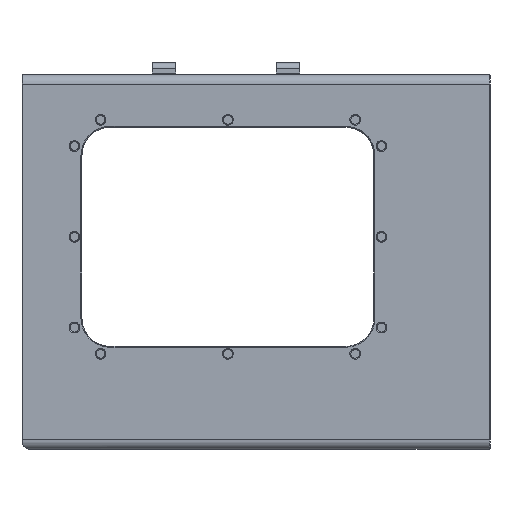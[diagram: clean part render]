
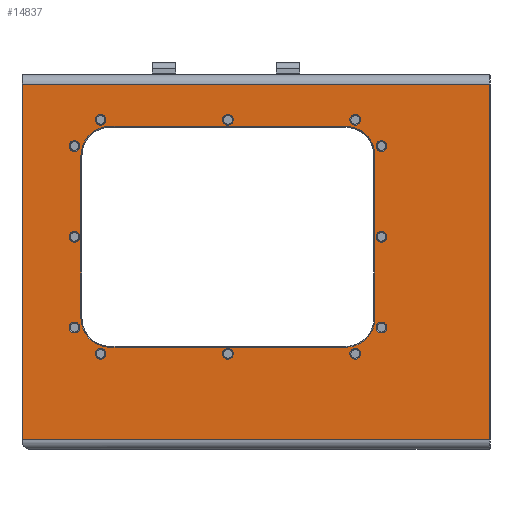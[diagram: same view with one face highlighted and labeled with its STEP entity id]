
A CAD part, left-side view. The second image highlights one B-rep face of the part: STEP entity #14837.
In plain terms, the highlighted planar face has unit normal (-1, 0, 0).
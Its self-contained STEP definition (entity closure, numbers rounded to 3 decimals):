
#297=FACE_BOUND('',#4815,.T.);
#298=FACE_BOUND('',#4816,.T.);
#299=FACE_BOUND('',#4817,.T.);
#300=FACE_BOUND('',#4818,.T.);
#301=FACE_BOUND('',#4819,.T.);
#302=FACE_BOUND('',#4820,.T.);
#303=FACE_BOUND('',#4821,.T.);
#304=FACE_BOUND('',#4822,.T.);
#305=FACE_BOUND('',#4823,.T.);
#306=FACE_BOUND('',#4824,.T.);
#307=FACE_BOUND('',#4825,.T.);
#308=FACE_BOUND('',#4826,.T.);
#309=FACE_BOUND('',#4827,.T.);
#1689=LINE('',#29196,#2688);
#1690=LINE('',#29198,#2689);
#1691=LINE('',#29200,#2690);
#1700=LINE('',#29233,#2699);
#1703=LINE('',#29241,#2702);
#1706=LINE('',#29249,#2705);
#1709=LINE('',#29256,#2708);
#1716=LINE('',#29282,#2715);
#2688=VECTOR('',#20453,10.);
#2689=VECTOR('',#20456,10.);
#2690=VECTOR('',#20459,10.);
#2699=VECTOR('',#20498,10.);
#2702=VECTOR('',#20507,10.);
#2705=VECTOR('',#20516,10.);
#2708=VECTOR('',#20525,10.);
#2715=VECTOR('',#20558,10.);
#3836=FACE_OUTER_BOUND('',#4814,.T.);
#4814=EDGE_LOOP('',(#12814,#12815,#12816,#12817));
#4815=EDGE_LOOP('',(#12818));
#4816=EDGE_LOOP('',(#12819));
#4817=EDGE_LOOP('',(#12820));
#4818=EDGE_LOOP('',(#12821));
#4819=EDGE_LOOP('',(#12822));
#4820=EDGE_LOOP('',(#12823));
#4821=EDGE_LOOP('',(#12824,#12825,#12826,#12827,#12828,#12829,#12830,#12831));
#4822=EDGE_LOOP('',(#12832));
#4823=EDGE_LOOP('',(#12833));
#4824=EDGE_LOOP('',(#12834));
#4825=EDGE_LOOP('',(#12835));
#4826=EDGE_LOOP('',(#12836));
#4827=EDGE_LOOP('',(#12837));
#5587=CIRCLE('',#16386,2.85);
#5588=CIRCLE('',#16388,2.85);
#5589=CIRCLE('',#16390,2.85);
#5590=CIRCLE('',#16392,2.85);
#5591=CIRCLE('',#16394,2.85);
#5592=CIRCLE('',#16396,2.85);
#5593=CIRCLE('',#16398,15.5);
#5594=CIRCLE('',#16401,15.5);
#5595=CIRCLE('',#16404,15.5);
#5596=CIRCLE('',#16407,15.5);
#5597=CIRCLE('',#16410,2.85);
#5598=CIRCLE('',#16412,2.85);
#5599=CIRCLE('',#16414,2.85);
#5600=CIRCLE('',#16416,2.85);
#5601=CIRCLE('',#16418,2.85);
#5602=CIRCLE('',#16420,2.85);
#6754=VERTEX_POINT('',#29062);
#6757=VERTEX_POINT('',#29072);
#6792=VERTEX_POINT('',#29188);
#6793=VERTEX_POINT('',#29192);
#6794=VERTEX_POINT('',#29202);
#6795=VERTEX_POINT('',#29206);
#6796=VERTEX_POINT('',#29210);
#6797=VERTEX_POINT('',#29214);
#6798=VERTEX_POINT('',#29218);
#6799=VERTEX_POINT('',#29222);
#6800=VERTEX_POINT('',#29226);
#6801=VERTEX_POINT('',#29228);
#6802=VERTEX_POINT('',#29232);
#6803=VERTEX_POINT('',#29236);
#6804=VERTEX_POINT('',#29240);
#6805=VERTEX_POINT('',#29244);
#6806=VERTEX_POINT('',#29248);
#6807=VERTEX_POINT('',#29252);
#6808=VERTEX_POINT('',#29258);
#6809=VERTEX_POINT('',#29262);
#6810=VERTEX_POINT('',#29266);
#6811=VERTEX_POINT('',#29270);
#6812=VERTEX_POINT('',#29274);
#6813=VERTEX_POINT('',#29278);
#8778=EDGE_CURVE('',#6793,#6754,#1689,.T.);
#8779=EDGE_CURVE('',#6754,#6757,#1690,.T.);
#8780=EDGE_CURVE('',#6757,#6792,#1691,.T.);
#8781=EDGE_CURVE('',#6794,#6794,#5587,.T.);
#8783=EDGE_CURVE('',#6795,#6795,#5588,.T.);
#8785=EDGE_CURVE('',#6796,#6796,#5589,.T.);
#8787=EDGE_CURVE('',#6797,#6797,#5590,.T.);
#8789=EDGE_CURVE('',#6798,#6798,#5591,.T.);
#8791=EDGE_CURVE('',#6799,#6799,#5592,.T.);
#8795=EDGE_CURVE('',#6801,#6800,#5593,.T.);
#8796=EDGE_CURVE('',#6800,#6802,#1700,.T.);
#8799=EDGE_CURVE('',#6802,#6803,#5594,.T.);
#8800=EDGE_CURVE('',#6803,#6804,#1703,.T.);
#8803=EDGE_CURVE('',#6804,#6805,#5595,.T.);
#8804=EDGE_CURVE('',#6805,#6806,#1706,.T.);
#8807=EDGE_CURVE('',#6806,#6807,#5596,.T.);
#8808=EDGE_CURVE('',#6807,#6801,#1709,.T.);
#8809=EDGE_CURVE('',#6808,#6808,#5597,.T.);
#8811=EDGE_CURVE('',#6809,#6809,#5598,.T.);
#8813=EDGE_CURVE('',#6810,#6810,#5599,.T.);
#8815=EDGE_CURVE('',#6811,#6811,#5600,.T.);
#8817=EDGE_CURVE('',#6812,#6812,#5601,.T.);
#8819=EDGE_CURVE('',#6813,#6813,#5602,.T.);
#8821=EDGE_CURVE('',#6792,#6793,#1716,.T.);
#12814=ORIENTED_EDGE('',*,*,#8780,.F.);
#12815=ORIENTED_EDGE('',*,*,#8779,.F.);
#12816=ORIENTED_EDGE('',*,*,#8778,.F.);
#12817=ORIENTED_EDGE('',*,*,#8821,.F.);
#12818=ORIENTED_EDGE('',*,*,#8819,.F.);
#12819=ORIENTED_EDGE('',*,*,#8817,.F.);
#12820=ORIENTED_EDGE('',*,*,#8815,.F.);
#12821=ORIENTED_EDGE('',*,*,#8813,.F.);
#12822=ORIENTED_EDGE('',*,*,#8811,.F.);
#12823=ORIENTED_EDGE('',*,*,#8809,.F.);
#12824=ORIENTED_EDGE('',*,*,#8808,.F.);
#12825=ORIENTED_EDGE('',*,*,#8807,.F.);
#12826=ORIENTED_EDGE('',*,*,#8804,.F.);
#12827=ORIENTED_EDGE('',*,*,#8803,.F.);
#12828=ORIENTED_EDGE('',*,*,#8800,.F.);
#12829=ORIENTED_EDGE('',*,*,#8799,.F.);
#12830=ORIENTED_EDGE('',*,*,#8796,.F.);
#12831=ORIENTED_EDGE('',*,*,#8795,.F.);
#12832=ORIENTED_EDGE('',*,*,#8791,.F.);
#12833=ORIENTED_EDGE('',*,*,#8789,.F.);
#12834=ORIENTED_EDGE('',*,*,#8787,.F.);
#12835=ORIENTED_EDGE('',*,*,#8785,.F.);
#12836=ORIENTED_EDGE('',*,*,#8783,.F.);
#12837=ORIENTED_EDGE('',*,*,#8781,.F.);
#13127=PLANE('',#16422);
#14837=ADVANCED_FACE('',(#3836,#297,#298,#299,#300,#301,#302,#303,#304,
#305,#306,#307,#308,#309),#13127,.T.);
#16386=AXIS2_PLACEMENT_3D('',#29203,#20462,#20463);
#16388=AXIS2_PLACEMENT_3D('',#29207,#20467,#20468);
#16390=AXIS2_PLACEMENT_3D('',#29211,#20472,#20473);
#16392=AXIS2_PLACEMENT_3D('',#29215,#20477,#20478);
#16394=AXIS2_PLACEMENT_3D('',#29219,#20482,#20483);
#16396=AXIS2_PLACEMENT_3D('',#29223,#20487,#20488);
#16398=AXIS2_PLACEMENT_3D('',#29230,#20494,#20495);
#16401=AXIS2_PLACEMENT_3D('',#29238,#20503,#20504);
#16404=AXIS2_PLACEMENT_3D('',#29246,#20512,#20513);
#16407=AXIS2_PLACEMENT_3D('',#29254,#20521,#20522);
#16410=AXIS2_PLACEMENT_3D('',#29259,#20528,#20529);
#16412=AXIS2_PLACEMENT_3D('',#29263,#20533,#20534);
#16414=AXIS2_PLACEMENT_3D('',#29267,#20538,#20539);
#16416=AXIS2_PLACEMENT_3D('',#29271,#20543,#20544);
#16418=AXIS2_PLACEMENT_3D('',#29275,#20548,#20549);
#16420=AXIS2_PLACEMENT_3D('',#29279,#20553,#20554);
#16422=AXIS2_PLACEMENT_3D('',#29283,#20559,#20560);
#20453=DIRECTION('',(0.,1.,0.));
#20456=DIRECTION('',(0.,0.,1.));
#20459=DIRECTION('',(0.,-1.,0.));
#20462=DIRECTION('center_axis',(-1.,0.,0.));
#20463=DIRECTION('ref_axis',(0.,0.,-1.));
#20467=DIRECTION('center_axis',(-1.,0.,0.));
#20468=DIRECTION('ref_axis',(0.,0.,-1.));
#20472=DIRECTION('center_axis',(-1.,0.,0.));
#20473=DIRECTION('ref_axis',(0.,0.,-1.));
#20477=DIRECTION('center_axis',(-1.,0.,0.));
#20478=DIRECTION('ref_axis',(0.,0.,-1.));
#20482=DIRECTION('center_axis',(-1.,0.,0.));
#20483=DIRECTION('ref_axis',(0.,0.,-1.));
#20487=DIRECTION('center_axis',(-1.,0.,0.));
#20488=DIRECTION('ref_axis',(0.,0.,-1.));
#20494=DIRECTION('center_axis',(-1.,0.,0.));
#20495=DIRECTION('ref_axis',(0.,0.707,-0.707));
#20498=DIRECTION('',(0.,-1.,0.));
#20503=DIRECTION('center_axis',(-1.,0.,0.));
#20504=DIRECTION('ref_axis',(0.,-0.707,-0.707));
#20507=DIRECTION('',(0.,0.,1.));
#20512=DIRECTION('center_axis',(-1.,0.,0.));
#20513=DIRECTION('ref_axis',(0.,-0.707,0.707));
#20516=DIRECTION('',(0.,1.,0.));
#20521=DIRECTION('center_axis',(-1.,0.,0.));
#20522=DIRECTION('ref_axis',(0.,0.707,0.707));
#20525=DIRECTION('',(0.,0.,-1.));
#20528=DIRECTION('center_axis',(-1.,0.,0.));
#20529=DIRECTION('ref_axis',(0.,0.,-1.));
#20533=DIRECTION('center_axis',(-1.,0.,0.));
#20534=DIRECTION('ref_axis',(0.,0.,-1.));
#20538=DIRECTION('center_axis',(-1.,0.,0.));
#20539=DIRECTION('ref_axis',(0.,0.,-1.));
#20543=DIRECTION('center_axis',(-1.,0.,0.));
#20544=DIRECTION('ref_axis',(0.,0.,-1.));
#20548=DIRECTION('center_axis',(-1.,0.,0.));
#20549=DIRECTION('ref_axis',(0.,0.,-1.));
#20553=DIRECTION('center_axis',(-1.,0.,0.));
#20554=DIRECTION('ref_axis',(0.,0.,-1.));
#20558=DIRECTION('',(0.,0.,-1.));
#20559=DIRECTION('center_axis',(-1.,0.,0.));
#20560=DIRECTION('ref_axis',(0.,0.,1.));
#29062=CARTESIAN_POINT('',(-200.,292.9,-195.));
#29072=CARTESIAN_POINT('',(-200.,292.9,-5.));
#29188=CARTESIAN_POINT('',(-200.,43.9,-5.));
#29192=CARTESIAN_POINT('',(-200.,43.9,-195.));
#29196=CARTESIAN_POINT('',(-200.,0.,-195.));
#29198=CARTESIAN_POINT('',(-200.,292.9,-150.));
#29200=CARTESIAN_POINT('',(-200.,43.4,-5.));
#29202=CARTESIAN_POINT('',(-200.,265.4,-132.15));
#29203=CARTESIAN_POINT('Origin',(-200.,265.4,-135.));
#29206=CARTESIAN_POINT('',(-200.,101.4,-35.15));
#29207=CARTESIAN_POINT('Origin',(-200.,101.4,-38.));
#29210=CARTESIAN_POINT('',(-200.,183.4,-21.15));
#29211=CARTESIAN_POINT('Origin',(-200.,183.4,-24.));
#29214=CARTESIAN_POINT('',(-200.,265.4,-35.15));
#29215=CARTESIAN_POINT('Origin',(-200.,265.4,-38.));
#29218=CARTESIAN_POINT('',(-200.,183.4,-146.15));
#29219=CARTESIAN_POINT('Origin',(-200.,183.4,-149.));
#29222=CARTESIAN_POINT('',(-200.,101.4,-132.15));
#29223=CARTESIAN_POINT('Origin',(-200.,101.4,-135.));
#29226=CARTESIAN_POINT('',(-200.,246.4,-145.5));
#29228=CARTESIAN_POINT('',(-200.,261.9,-130.));
#29230=CARTESIAN_POINT('Origin',(-200.,246.4,-130.));
#29232=CARTESIAN_POINT('',(-200.,120.4,-145.5));
#29233=CARTESIAN_POINT('',(-200.,130.7,-145.5));
#29236=CARTESIAN_POINT('',(-200.,104.9,-130.));
#29238=CARTESIAN_POINT('Origin',(-200.,120.4,-130.));
#29240=CARTESIAN_POINT('',(-200.,104.9,-43.));
#29241=CARTESIAN_POINT('',(-200.,104.9,-172.5));
#29244=CARTESIAN_POINT('',(-200.,120.4,-27.5));
#29246=CARTESIAN_POINT('Origin',(-200.,120.4,-43.));
#29248=CARTESIAN_POINT('',(-200.,246.4,-27.5));
#29249=CARTESIAN_POINT('',(-200.,52.7,-27.5));
#29252=CARTESIAN_POINT('',(-200.,261.9,-43.));
#29254=CARTESIAN_POINT('Origin',(-200.,246.4,-43.));
#29256=CARTESIAN_POINT('',(-200.,261.9,-114.));
#29258=CARTESIAN_POINT('',(-200.,101.4,-83.65));
#29259=CARTESIAN_POINT('Origin',(-200.,101.4,-86.5));
#29262=CARTESIAN_POINT('',(-200.,115.4,-146.15));
#29263=CARTESIAN_POINT('Origin',(-200.,115.4,-149.));
#29266=CARTESIAN_POINT('',(-200.,265.4,-83.65));
#29267=CARTESIAN_POINT('Origin',(-200.,265.4,-86.5));
#29270=CARTESIAN_POINT('',(-200.,251.4,-21.15));
#29271=CARTESIAN_POINT('Origin',(-200.,251.4,-24.));
#29274=CARTESIAN_POINT('',(-200.,115.4,-21.15));
#29275=CARTESIAN_POINT('Origin',(-200.,115.4,-24.));
#29278=CARTESIAN_POINT('',(-200.,251.4,-146.15));
#29279=CARTESIAN_POINT('Origin',(-200.,251.4,-149.));
#29282=CARTESIAN_POINT('',(-200.,43.9,-150.));
#29283=CARTESIAN_POINT('Origin',(-200.,0.,-200.));
